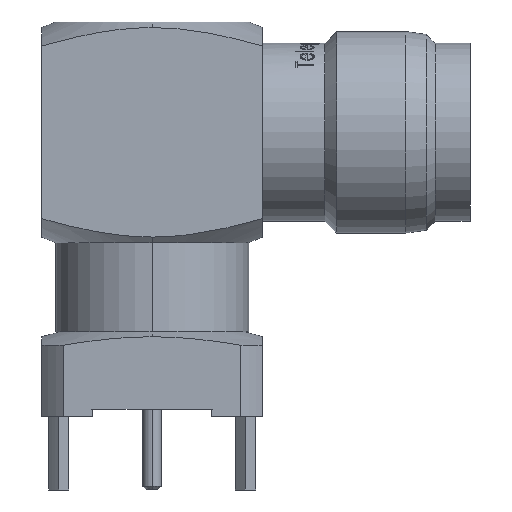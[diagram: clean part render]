
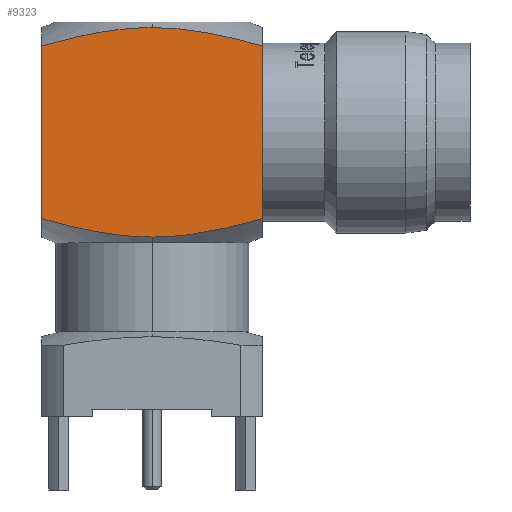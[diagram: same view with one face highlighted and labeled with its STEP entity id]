
A CAD part, left-side view. The second image highlights one B-rep face of the part: STEP entity #9323.
In plain terms, the highlighted planar face has unit normal (-1, 0, 0).
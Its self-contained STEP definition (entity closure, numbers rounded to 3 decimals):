
#468 = CARTESIAN_POINT ( 'NONE',  ( -6., 0., -0.303 ) ) ;
#641 = CARTESIAN_POINT ( 'NONE',  ( -6., -6., -10.693 ) ) ;
#1618 = B_SPLINE_CURVE_WITH_KNOTS ( 'NONE', 3,
 ( #468, #26360, #15627, #2825, #17817, #4996, #19955, #7102 ),
 .UNSPECIFIED., .F., .F.,
 ( 4, 2, 2, 4 ),
 ( 0.012, 0.014, 0.015, 0.018 ),
 .UNSPECIFIED. ) ;
#1748 = ORIENTED_EDGE ( 'NONE', *, *, #12170, .F. ) ;
#1869 = CARTESIAN_POINT ( 'NONE',  ( -6., -1.012, -0.303 ) ) ;
#1914 = EDGE_CURVE ( 'NONE', #20524, #6237, #15048, .T. ) ;
#1985 = DIRECTION ( 'NONE',  ( 0., 0., 1. ) ) ;
#2707 = VECTOR ( 'NONE', #24645, 1000. ) ;
#2719 = DIRECTION ( 'NONE',  ( 0., 0., 1. ) ) ;
#2782 = CARTESIAN_POINT ( 'NONE',  ( -6., -1.012, -11.697 ) ) ;
#2825 = CARTESIAN_POINT ( 'NONE',  ( -6., 2.027, -0.43 ) ) ;
#4469 = LINE ( 'NONE', #17693, #10149 ) ;
#4996 = CARTESIAN_POINT ( 'NONE',  ( -6., 4.045, -0.78 ) ) ;
#5430 = CARTESIAN_POINT ( 'NONE',  ( -6., 4.045, -11.22 ) ) ;
#5771 = FACE_OUTER_BOUND ( 'NONE', #8028, .T. ) ;
#6237 = VERTEX_POINT ( 'NONE', #13850 ) ;
#7102 = CARTESIAN_POINT ( 'NONE',  ( -6., 6., -1.307 ) ) ;
#7309 = EDGE_CURVE ( 'NONE', #26713, #20389, #8376, .T. ) ;
#7431 = ORIENTED_EDGE ( 'NONE', *, *, #1914, .T. ) ;
#7548 = CARTESIAN_POINT ( 'NONE',  ( -6., 6., -10.693 ) ) ;
#8028 = EDGE_LOOP ( 'NONE', ( #1748, #7431, #24152, #8573, #15909, #13106 ) ) ;
#8229 = CARTESIAN_POINT ( 'NONE',  ( -6., -5.016, -1.026 ) ) ;
#8376 = LINE ( 'NONE', #16020, #2707 ) ;
#8404 = VERTEX_POINT ( 'NONE', #12237 ) ;
#8573 = ORIENTED_EDGE ( 'NONE', *, *, #7309, .F. ) ;
#9221 = CARTESIAN_POINT ( 'NONE',  ( -6., -4.019, -11.226 ) ) ;
#9323 = ADVANCED_FACE ( 'NONE', ( #5771 ), #12501, .T. ) ;
#9732 = CARTESIAN_POINT ( 'NONE',  ( -6., 2.537, -11.495 ) ) ;
#10149 = VECTOR ( 'NONE', #2719, 1000. ) ;
#11022 = B_SPLINE_CURVE_WITH_KNOTS ( 'NONE', 3,
 ( #15578, #2782, #22068, #9221, #24222, #11388 ),
 .UNSPECIFIED., .F., .F.,
 ( 4, 2, 4 ),
 ( 0.025, 0.028, 0.031 ),
 .UNSPECIFIED. ) ;
#11083 = B_SPLINE_CURVE_WITH_KNOTS ( 'NONE', 3,
 ( #20985, #8229, #27579, #14711, #1869, #16839 ),
 .UNSPECIFIED., .F., .F.,
 ( 4, 2, 4 ),
 ( 0.006, 0.009, 0.012 ),
 .UNSPECIFIED. ) ;
#11388 = CARTESIAN_POINT ( 'NONE',  ( -6., -6., -10.693 ) ) ;
#11895 = CARTESIAN_POINT ( 'NONE',  ( -6., 1.011, -11.671 ) ) ;
#12170 = EDGE_CURVE ( 'NONE', #20524, #8404, #4469, .T. ) ;
#12237 = CARTESIAN_POINT ( 'NONE',  ( -6., 6., -1.307 ) ) ;
#12501 = PLANE ( 'NONE',  #26010 ) ;
#13106 = ORIENTED_EDGE ( 'NONE', *, *, #14901, .T. ) ;
#13850 = CARTESIAN_POINT ( 'NONE',  ( -6., 0., -11.697 ) ) ;
#14045 = CARTESIAN_POINT ( 'NONE',  ( -6., 0., -11.697 ) ) ;
#14711 = CARTESIAN_POINT ( 'NONE',  ( -6., -2.018, -0.411 ) ) ;
#14812 = DIRECTION ( 'NONE',  ( -1., 0., 0. ) ) ;
#14901 = EDGE_CURVE ( 'NONE', #18130, #8404, #1618, .T. ) ;
#15048 = B_SPLINE_CURVE_WITH_KNOTS ( 'NONE', 3,
 ( #7548, #16096, #5430, #9732, #24709, #11895, #26912, #14045 ),
 .UNSPECIFIED., .F., .F.,
 ( 4, 2, 2, 4 ),
 ( 0.019, 0.022, 0.023, 0.025 ),
 .UNSPECIFIED. ) ;
#15578 = CARTESIAN_POINT ( 'NONE',  ( -6., 0., -11.697 ) ) ;
#15627 = CARTESIAN_POINT ( 'NONE',  ( -6., 1.011, -0.329 ) ) ;
#15909 = ORIENTED_EDGE ( 'NONE', *, *, #26860, .T. ) ;
#16020 = CARTESIAN_POINT ( 'NONE',  ( -6., -6., 0. ) ) ;
#16096 = CARTESIAN_POINT ( 'NONE',  ( -6., 5.027, -10.971 ) ) ;
#16839 = CARTESIAN_POINT ( 'NONE',  ( -6., 0., -0.303 ) ) ;
#17511 = CARTESIAN_POINT ( 'NONE',  ( -6., 0., -0.303 ) ) ;
#17693 = CARTESIAN_POINT ( 'NONE',  ( -6., 6., 0. ) ) ;
#17817 = CARTESIAN_POINT ( 'NONE',  ( -6., 2.537, -0.505 ) ) ;
#18007 = CARTESIAN_POINT ( 'NONE',  ( -6., -6., -1.307 ) ) ;
#18130 = VERTEX_POINT ( 'NONE', #17511 ) ;
#19955 = CARTESIAN_POINT ( 'NONE',  ( -6., 5.027, -1.029 ) ) ;
#20389 = VERTEX_POINT ( 'NONE', #641 ) ;
#20524 = VERTEX_POINT ( 'NONE', #22566 ) ;
#20985 = CARTESIAN_POINT ( 'NONE',  ( -6., -6., -1.307 ) ) ;
#22068 = CARTESIAN_POINT ( 'NONE',  ( -6., -2.018, -11.589 ) ) ;
#22566 = CARTESIAN_POINT ( 'NONE',  ( -6., 6., -10.693 ) ) ;
#24152 = ORIENTED_EDGE ( 'NONE', *, *, #27560, .T. ) ;
#24222 = CARTESIAN_POINT ( 'NONE',  ( -6., -5.016, -10.974 ) ) ;
#24645 = DIRECTION ( 'NONE',  ( 0., 0., -1. ) ) ;
#24709 = CARTESIAN_POINT ( 'NONE',  ( -6., 2.027, -11.57 ) ) ;
#26010 = AXIS2_PLACEMENT_3D ( 'NONE', #27683, #14812, #1985 ) ;
#26360 = CARTESIAN_POINT ( 'NONE',  ( -6., 0.505, -0.303 ) ) ;
#26713 = VERTEX_POINT ( 'NONE', #18007 ) ;
#26860 = EDGE_CURVE ( 'NONE', #26713, #18130, #11083, .T. ) ;
#26912 = CARTESIAN_POINT ( 'NONE',  ( -6., 0.505, -11.697 ) ) ;
#27560 = EDGE_CURVE ( 'NONE', #6237, #20389, #11022, .T. ) ;
#27579 = CARTESIAN_POINT ( 'NONE',  ( -6., -4.019, -0.774 ) ) ;
#27683 = CARTESIAN_POINT ( 'NONE',  ( -6., -6., -12. ) ) ;
